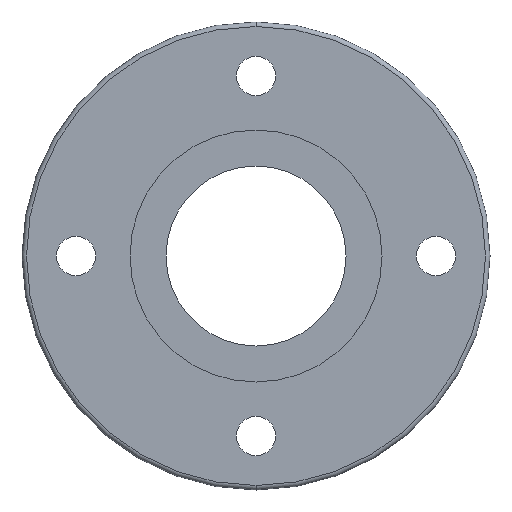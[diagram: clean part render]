
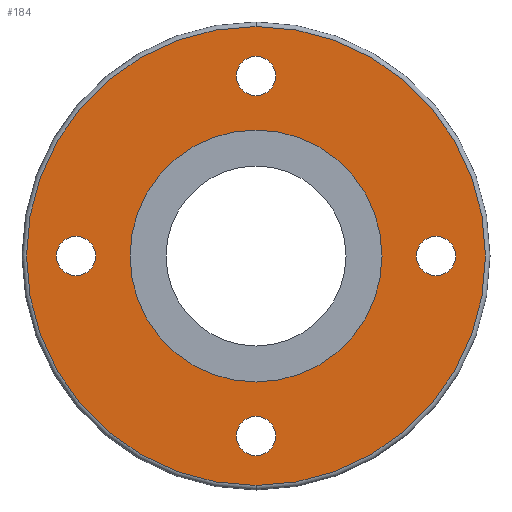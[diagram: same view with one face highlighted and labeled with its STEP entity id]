
A CAD part, front view. The second image highlights one B-rep face of the part: STEP entity #184.
In plain terms, the highlighted planar face has unit normal (0, -1, 0).
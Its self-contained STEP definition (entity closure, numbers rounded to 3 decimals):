
#14 = CIRCLE ( 'NONE', #501, 12.75 ) ;
#18 = EDGE_CURVE ( 'NONE', #379, #382, #246, .T. ) ;
#27 = VERTEX_POINT ( 'NONE', #618 ) ;
#29 = ORIENTED_EDGE ( 'NONE', *, *, #96, .T. ) ;
#33 = CIRCLE ( 'NONE', #42, 1.09 ) ;
#36 = ORIENTED_EDGE ( 'NONE', *, *, #574, .T. ) ;
#37 = EDGE_CURVE ( 'NONE', #411, #158, #440, .T. ) ;
#42 = AXIS2_PLACEMENT_3D ( 'NONE', #435, #170, #73 ) ;
#43 = CIRCLE ( 'NONE', #120, 1.09 ) ;
#51 = FACE_BOUND ( 'NONE', #645, .T. ) ;
#53 = AXIS2_PLACEMENT_3D ( 'NONE', #394, #131, #286 ) ;
#56 = VERTEX_POINT ( 'NONE', #145 ) ;
#58 = DIRECTION ( 'NONE',  ( 0., 1., 0. ) ) ;
#73 = DIRECTION ( 'NONE',  ( 1., 0., 0. ) ) ;
#74 = EDGE_LOOP ( 'NONE', ( #551, #348 ) ) ;
#83 = DIRECTION ( 'NONE',  ( -1., 0., 0. ) ) ;
#93 = AXIS2_PLACEMENT_3D ( 'NONE', #410, #454, #185 ) ;
#95 = DIRECTION ( 'NONE',  ( 0., 0., -1. ) ) ;
#96 = EDGE_CURVE ( 'NONE', #382, #379, #429, .T. ) ;
#100 = ORIENTED_EDGE ( 'NONE', *, *, #238, .T. ) ;
#120 = AXIS2_PLACEMENT_3D ( 'NONE', #210, #513, #578 ) ;
#127 = AXIS2_PLACEMENT_3D ( 'NONE', #136, #460, #95 ) ;
#128 = AXIS2_PLACEMENT_3D ( 'NONE', #546, #230, #442 ) ;
#131 = DIRECTION ( 'NONE',  ( 0., 1., 0. ) ) ;
#136 = CARTESIAN_POINT ( 'NONE',  ( 0., 2.6, 10. ) ) ;
#145 = CARTESIAN_POINT ( 'NONE',  ( 0., 2.6, -7. ) ) ;
#146 = CIRCLE ( 'NONE', #93, 1.09 ) ;
#147 = AXIS2_PLACEMENT_3D ( 'NONE', #261, #572, #306 ) ;
#148 = DIRECTION ( 'NONE',  ( 0., -1., 0. ) ) ;
#155 = EDGE_CURVE ( 'NONE', #215, #670, #146, .T. ) ;
#158 = VERTEX_POINT ( 'NONE', #358 ) ;
#170 = DIRECTION ( 'NONE',  ( 0., 1., 0. ) ) ;
#178 = CARTESIAN_POINT ( 'NONE',  ( 0., 2.6, 0. ) ) ;
#184 = ADVANCED_FACE ( 'NONE', ( #372, #212, #427, #51, #316, #378 ), #579, .F. ) ;
#185 = DIRECTION ( 'NONE',  ( 0., 0., 1. ) ) ;
#210 = CARTESIAN_POINT ( 'NONE',  ( 10., 2.6, 0. ) ) ;
#212 = FACE_BOUND ( 'NONE', #548, .T. ) ;
#215 = VERTEX_POINT ( 'NONE', #520 ) ;
#216 = EDGE_CURVE ( 'NONE', #390, #361, #545, .T. ) ;
#228 = CARTESIAN_POINT ( 'NONE',  ( 0., 2.6, 12.75 ) ) ;
#229 = ORIENTED_EDGE ( 'NONE', *, *, #155, .T. ) ;
#230 = DIRECTION ( 'NONE',  ( 0., 1., 0. ) ) ;
#238 = EDGE_CURVE ( 'NONE', #27, #56, #461, .T. ) ;
#246 = CIRCLE ( 'NONE', #53, 1.09 ) ;
#248 = AXIS2_PLACEMENT_3D ( 'NONE', #525, #148, #467 ) ;
#249 = DIRECTION ( 'NONE',  ( 0., 1., 0. ) ) ;
#257 = DIRECTION ( 'NONE',  ( 0., 0., 1. ) ) ;
#261 = CARTESIAN_POINT ( 'NONE',  ( 0., 2.6, 0. ) ) ;
#270 = CIRCLE ( 'NONE', #492, 1.09 ) ;
#279 = CARTESIAN_POINT ( 'NONE',  ( 11.09, 2.6, 0. ) ) ;
#286 = DIRECTION ( 'NONE',  ( 0., 0., -1. ) ) ;
#306 = DIRECTION ( 'NONE',  ( 0., 0., 1. ) ) ;
#316 = FACE_BOUND ( 'NONE', #619, .T. ) ;
#322 = VERTEX_POINT ( 'NONE', #438 ) ;
#341 = DIRECTION ( 'NONE',  ( 0., 0., 1. ) ) ;
#345 = CARTESIAN_POINT ( 'NONE',  ( 0., 2.6, -10. ) ) ;
#348 = ORIENTED_EDGE ( 'NONE', *, *, #364, .T. ) ;
#358 = CARTESIAN_POINT ( 'NONE',  ( 8.91, 2.6, 0. ) ) ;
#361 = VERTEX_POINT ( 'NONE', #532 ) ;
#364 = EDGE_CURVE ( 'NONE', #361, #390, #33, .T. ) ;
#369 = CARTESIAN_POINT ( 'NONE',  ( -10., 2.6, 0. ) ) ;
#372 = FACE_OUTER_BOUND ( 'NONE', #599, .T. ) ;
#373 = ORIENTED_EDGE ( 'NONE', *, *, #413, .T. ) ;
#378 = FACE_BOUND ( 'NONE', #603, .T. ) ;
#379 = VERTEX_POINT ( 'NONE', #589 ) ;
#382 = VERTEX_POINT ( 'NONE', #653 ) ;
#390 = VERTEX_POINT ( 'NONE', #598 ) ;
#394 = CARTESIAN_POINT ( 'NONE',  ( 0., 2.6, 10. ) ) ;
#396 = DIRECTION ( 'NONE',  ( 0., 1., 0. ) ) ;
#407 = VERTEX_POINT ( 'NONE', #228 ) ;
#410 = CARTESIAN_POINT ( 'NONE',  ( 0., 2.6, -10. ) ) ;
#411 = VERTEX_POINT ( 'NONE', #279 ) ;
#413 = EDGE_CURVE ( 'NONE', #56, #27, #511, .T. ) ;
#426 = EDGE_CURVE ( 'NONE', #322, #407, #14, .T. ) ;
#427 = FACE_BOUND ( 'NONE', #74, .T. ) ;
#429 = CIRCLE ( 'NONE', #127, 1.09 ) ;
#432 = DIRECTION ( 'NONE',  ( 0., 1., 0. ) ) ;
#435 = CARTESIAN_POINT ( 'NONE',  ( -10., 2.6, 0. ) ) ;
#438 = CARTESIAN_POINT ( 'NONE',  ( 0., 2.6, -12.75 ) ) ;
#440 = CIRCLE ( 'NONE', #521, 1.09 ) ;
#442 = DIRECTION ( 'NONE',  ( 0., 0., 1. ) ) ;
#445 = ORIENTED_EDGE ( 'NONE', *, *, #426, .T. ) ;
#451 = CARTESIAN_POINT ( 'NONE',  ( 10., 2.6, 0. ) ) ;
#453 = EDGE_CURVE ( 'NONE', #670, #215, #270, .T. ) ;
#454 = DIRECTION ( 'NONE',  ( 0., 1., 0. ) ) ;
#460 = DIRECTION ( 'NONE',  ( 0., 1., 0. ) ) ;
#461 = CIRCLE ( 'NONE', #147, 7. ) ;
#465 = ORIENTED_EDGE ( 'NONE', *, *, #602, .T. ) ;
#467 = DIRECTION ( 'NONE',  ( 0., 0., 1. ) ) ;
#469 = ORIENTED_EDGE ( 'NONE', *, *, #453, .T. ) ;
#490 = DIRECTION ( 'NONE',  ( 0., -1., 0. ) ) ;
#492 = AXIS2_PLACEMENT_3D ( 'NONE', #345, #249, #341 ) ;
#493 = DIRECTION ( 'NONE',  ( 0., 0., 1. ) ) ;
#501 = AXIS2_PLACEMENT_3D ( 'NONE', #178, #490, #493 ) ;
#511 = CIRCLE ( 'NONE', #128, 7. ) ;
#513 = DIRECTION ( 'NONE',  ( 0., 1., 0. ) ) ;
#520 = CARTESIAN_POINT ( 'NONE',  ( 0., 2.6, -11.09 ) ) ;
#521 = AXIS2_PLACEMENT_3D ( 'NONE', #451, #396, #83 ) ;
#525 = CARTESIAN_POINT ( 'NONE',  ( 0., 2.6, 0. ) ) ;
#531 = ORIENTED_EDGE ( 'NONE', *, *, #37, .T. ) ;
#532 = CARTESIAN_POINT ( 'NONE',  ( -11.09, 2.6, 0. ) ) ;
#545 = CIRCLE ( 'NONE', #558, 1.09 ) ;
#546 = CARTESIAN_POINT ( 'NONE',  ( 0., 2.6, 0. ) ) ;
#547 = CIRCLE ( 'NONE', #248, 12.75 ) ;
#548 = EDGE_LOOP ( 'NONE', ( #634, #29 ) ) ;
#551 = ORIENTED_EDGE ( 'NONE', *, *, #216, .T. ) ;
#558 = AXIS2_PLACEMENT_3D ( 'NONE', #369, #58, #587 ) ;
#572 = DIRECTION ( 'NONE',  ( 0., 1., 0. ) ) ;
#574 = EDGE_CURVE ( 'NONE', #407, #322, #547, .T. ) ;
#578 = DIRECTION ( 'NONE',  ( -1., 0., 0. ) ) ;
#579 = PLANE ( 'NONE',  #657 ) ;
#587 = DIRECTION ( 'NONE',  ( 1., 0., 0. ) ) ;
#589 = CARTESIAN_POINT ( 'NONE',  ( 0., 2.6, 8.91 ) ) ;
#598 = CARTESIAN_POINT ( 'NONE',  ( -8.91, 2.6, 0. ) ) ;
#599 = EDGE_LOOP ( 'NONE', ( #36, #445 ) ) ;
#602 = EDGE_CURVE ( 'NONE', #158, #411, #43, .T. ) ;
#603 = EDGE_LOOP ( 'NONE', ( #373, #100 ) ) ;
#618 = CARTESIAN_POINT ( 'NONE',  ( 0., 2.6, 7. ) ) ;
#619 = EDGE_LOOP ( 'NONE', ( #469, #229 ) ) ;
#623 = CARTESIAN_POINT ( 'NONE',  ( 0., 2.6, 0. ) ) ;
#634 = ORIENTED_EDGE ( 'NONE', *, *, #18, .T. ) ;
#645 = EDGE_LOOP ( 'NONE', ( #465, #531 ) ) ;
#653 = CARTESIAN_POINT ( 'NONE',  ( 0., 2.6, 11.09 ) ) ;
#657 = AXIS2_PLACEMENT_3D ( 'NONE', #623, #432, #257 ) ;
#670 = VERTEX_POINT ( 'NONE', #679 ) ;
#679 = CARTESIAN_POINT ( 'NONE',  ( 0., 2.6, -8.91 ) ) ;
